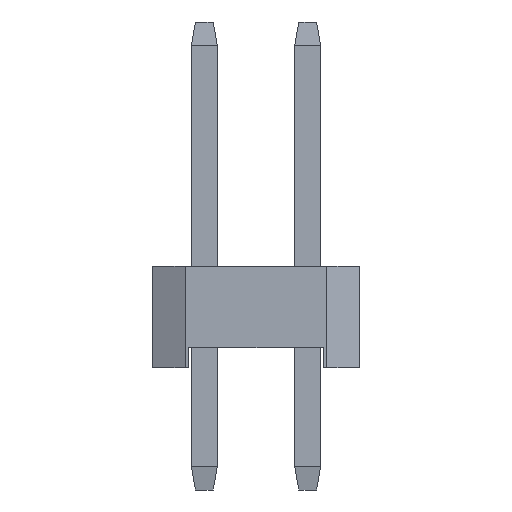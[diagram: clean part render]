
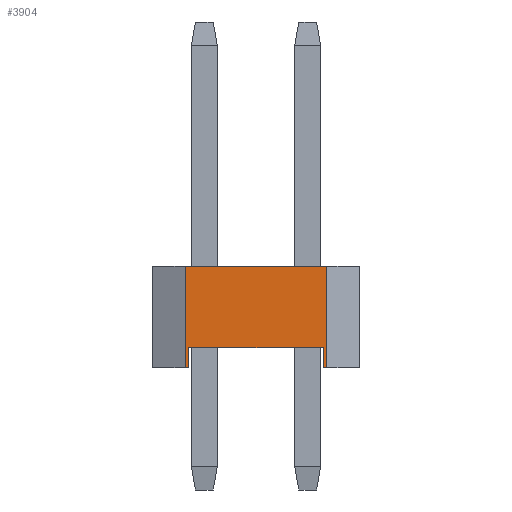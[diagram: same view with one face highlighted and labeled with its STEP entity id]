
A CAD part, left-side view. The second image highlights one B-rep face of the part: STEP entity #3904.
In plain terms, the highlighted planar face has unit normal (-1, 0, 0).
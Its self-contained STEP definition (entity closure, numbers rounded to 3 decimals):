
#126 = CARTESIAN_POINT ( 'NONE',  ( -8.89, -1.65, 0.5 ) ) ;
#223 = VECTOR ( 'NONE', #4112, 1000. ) ;
#258 = DIRECTION ( 'NONE',  ( 1., 0., 0. ) ) ;
#310 = EDGE_CURVE ( 'NONE', #2772, #8916, #2579, .T. ) ;
#380 = EDGE_CURVE ( 'NONE', #1676, #3023, #8641, .T. ) ;
#456 = DIRECTION ( 'NONE',  ( 0., -1., 0. ) ) ;
#506 = CARTESIAN_POINT ( 'NONE',  ( -8.89, -2.54, 0. ) ) ;
#676 = CARTESIAN_POINT ( 'NONE',  ( -8.89, -1.65, 0. ) ) ;
#1191 = LINE ( 'NONE', #4741, #223 ) ;
#1229 = AXIS2_PLACEMENT_3D ( 'NONE', #3106, #258, #6726 ) ;
#1406 = CARTESIAN_POINT ( 'NONE',  ( -8.89, 1.74, 2.5 ) ) ;
#1676 = VERTEX_POINT ( 'NONE', #126 ) ;
#1689 = VERTEX_POINT ( 'NONE', #1804 ) ;
#1804 = CARTESIAN_POINT ( 'NONE',  ( -8.89, 1.65, 0. ) ) ;
#2579 = LINE ( 'NONE', #506, #3656 ) ;
#2588 = CARTESIAN_POINT ( 'NONE',  ( -8.89, 1.65, 0. ) ) ;
#2653 = CARTESIAN_POINT ( 'NONE',  ( -8.89, 1.74, 0. ) ) ;
#2741 = LINE ( 'NONE', #676, #8541 ) ;
#2772 = VERTEX_POINT ( 'NONE', #3786 ) ;
#2801 = CARTESIAN_POINT ( 'NONE',  ( -8.89, -1.74, 2.5 ) ) ;
#2827 = ORIENTED_EDGE ( 'NONE', *, *, #310, .T. ) ;
#2897 = VECTOR ( 'NONE', #7167, 1000. ) ;
#2976 = EDGE_LOOP ( 'NONE', ( #9306, #3470, #8005, #7349, #2827, #5806, #7001, #3638 ) ) ;
#3023 = VERTEX_POINT ( 'NONE', #8506 ) ;
#3106 = CARTESIAN_POINT ( 'NONE',  ( -8.89, -2.54, 2.5 ) ) ;
#3316 = LINE ( 'NONE', #6220, #6719 ) ;
#3470 = ORIENTED_EDGE ( 'NONE', *, *, #8520, .F. ) ;
#3638 = ORIENTED_EDGE ( 'NONE', *, *, #7768, .T. ) ;
#3656 = VECTOR ( 'NONE', #456, 1000. ) ;
#3669 = LINE ( 'NONE', #4242, #9452 ) ;
#3786 = CARTESIAN_POINT ( 'NONE',  ( -8.89, -1.65, 0. ) ) ;
#3810 = PLANE ( 'NONE',  #1229 ) ;
#3904 = ADVANCED_FACE ( 'NONE', ( #5425 ), #3810, .F. ) ;
#4112 = DIRECTION ( 'NONE',  ( 0., 0., 1. ) ) ;
#4186 = VERTEX_POINT ( 'NONE', #2801 ) ;
#4242 = CARTESIAN_POINT ( 'NONE',  ( -8.89, -2.54, 2.5 ) ) ;
#4571 = VECTOR ( 'NONE', #5771, 1000. ) ;
#4628 = VECTOR ( 'NONE', #6669, 1000. ) ;
#4741 = CARTESIAN_POINT ( 'NONE',  ( -8.89, -1.74, -6. ) ) ;
#5143 = CARTESIAN_POINT ( 'NONE',  ( -8.89, 1.74, 2.5 ) ) ;
#5191 = LINE ( 'NONE', #5143, #4628 ) ;
#5425 = FACE_OUTER_BOUND ( 'NONE', #2976, .T. ) ;
#5723 = CARTESIAN_POINT ( 'NONE',  ( -8.89, 1.65, 0.5 ) ) ;
#5771 = DIRECTION ( 'NONE',  ( 0., 1., 0. ) ) ;
#5806 = ORIENTED_EDGE ( 'NONE', *, *, #6276, .T. ) ;
#6220 = CARTESIAN_POINT ( 'NONE',  ( -8.89, -2.54, 0. ) ) ;
#6276 = EDGE_CURVE ( 'NONE', #8916, #4186, #1191, .T. ) ;
#6669 = DIRECTION ( 'NONE',  ( 0., 0., -1. ) ) ;
#6719 = VECTOR ( 'NONE', #8998, 1000. ) ;
#6726 = DIRECTION ( 'NONE',  ( 0., 0., -1. ) ) ;
#6933 = CARTESIAN_POINT ( 'NONE',  ( -8.89, -1.74, 0. ) ) ;
#6962 = VERTEX_POINT ( 'NONE', #2653 ) ;
#6974 = VERTEX_POINT ( 'NONE', #1406 ) ;
#7001 = ORIENTED_EDGE ( 'NONE', *, *, #8723, .F. ) ;
#7167 = DIRECTION ( 'NONE',  ( 0., 0., -1. ) ) ;
#7349 = ORIENTED_EDGE ( 'NONE', *, *, #9022, .F. ) ;
#7768 = EDGE_CURVE ( 'NONE', #6974, #6962, #5191, .T. ) ;
#8005 = ORIENTED_EDGE ( 'NONE', *, *, #380, .F. ) ;
#8506 = CARTESIAN_POINT ( 'NONE',  ( -8.89, 1.65, 0.5 ) ) ;
#8520 = EDGE_CURVE ( 'NONE', #3023, #1689, #9123, .T. ) ;
#8541 = VECTOR ( 'NONE', #9420, 1000. ) ;
#8641 = LINE ( 'NONE', #5723, #4571 ) ;
#8723 = EDGE_CURVE ( 'NONE', #6974, #4186, #3669, .T. ) ;
#8916 = VERTEX_POINT ( 'NONE', #6933 ) ;
#8920 = EDGE_CURVE ( 'NONE', #6962, #1689, #3316, .T. ) ;
#8998 = DIRECTION ( 'NONE',  ( 0., -1., 0. ) ) ;
#9022 = EDGE_CURVE ( 'NONE', #2772, #1676, #2741, .T. ) ;
#9123 = LINE ( 'NONE', #2588, #2897 ) ;
#9300 = DIRECTION ( 'NONE',  ( 0., -1., 0. ) ) ;
#9306 = ORIENTED_EDGE ( 'NONE', *, *, #8920, .T. ) ;
#9420 = DIRECTION ( 'NONE',  ( 0., 0., 1. ) ) ;
#9452 = VECTOR ( 'NONE', #9300, 1000. ) ;
